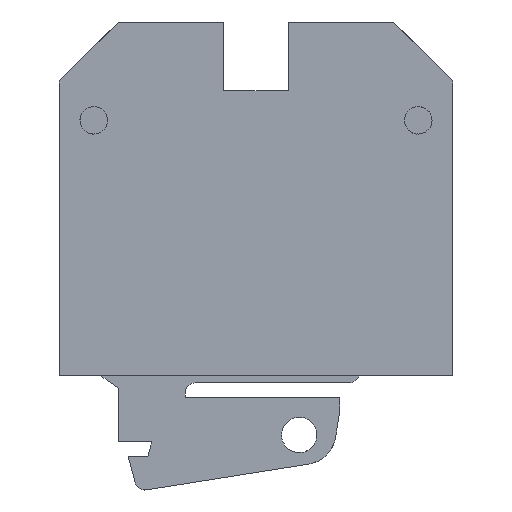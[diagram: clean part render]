
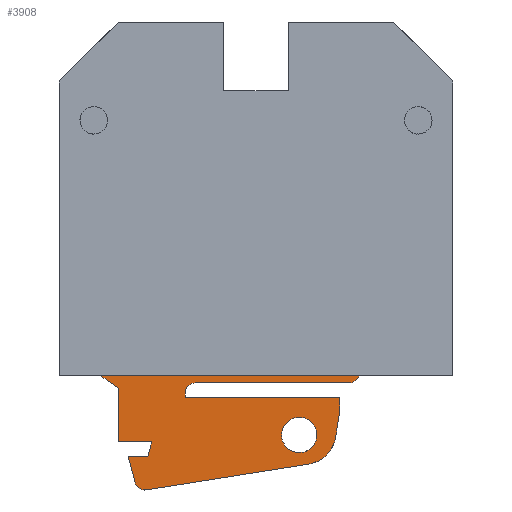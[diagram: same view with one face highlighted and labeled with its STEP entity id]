
A CAD part, left-side view. The second image highlights one B-rep face of the part: STEP entity #3908.
In plain terms, the highlighted planar face has unit normal (-1, 0, 0).
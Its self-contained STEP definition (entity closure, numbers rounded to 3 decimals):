
#1822=AXIS2_PLACEMENT_3D('Circle Axis2P3D',#1820,#1821,$) ;
#2776=AXIS2_PLACEMENT_3D('Circle Axis2P3D',#2774,#2775,$) ;
#3771=AXIS2_PLACEMENT_3D('Plane Axis2P3D',#3768,#3769,#3770) ;
#3803=AXIS2_PLACEMENT_3D('Circle Axis2P3D',#3801,#3802,$) ;
#3810=AXIS2_PLACEMENT_3D('Circle Axis2P3D',#3808,#3809,$) ;
#3824=AXIS2_PLACEMENT_3D('Circle Axis2P3D',#3822,#3823,$) ;
#1753=CARTESIAN_POINT('Vertex',(0.1,35.772,11.596)) ;
#1774=CARTESIAN_POINT('Vertex',(0.1,34.,10.355)) ;
#1777=CARTESIAN_POINT('Line Origine',(0.1,34.886,10.976)) ;
#1817=CARTESIAN_POINT('Vertex',(0.1,9.546,11.596)) ;
#1820=CARTESIAN_POINT('Axis2P3D Location',(0.1,10.5,11.896)) ;
#1824=CARTESIAN_POINT('Vertex',(0.1,10.5,10.896)) ;
#2753=CARTESIAN_POINT('Vertex',(0.1,26.2,10.896)) ;
#2756=CARTESIAN_POINT('Line Origine',(0.1,18.35,10.896)) ;
#2774=CARTESIAN_POINT('Axis2P3D Location',(0.1,26.2,9.896)) ;
#2778=CARTESIAN_POINT('Vertex',(0.1,27.2,9.896)) ;
#2799=CARTESIAN_POINT('Line Origine',(0.1,27.2,9.646)) ;
#2803=CARTESIAN_POINT('Vertex',(0.1,27.2,9.396)) ;
#2824=CARTESIAN_POINT('Line Origine',(0.1,19.35,9.396)) ;
#2828=CARTESIAN_POINT('Vertex',(0.1,11.5,9.396)) ;
#2870=CARTESIAN_POINT('Line Origine',(0.1,11.5,8.646)) ;
#2874=CARTESIAN_POINT('Vertex',(0.1,11.5,7.896)) ;
#3146=CARTESIAN_POINT('Vertex',(0.1,34.,4.896)) ;
#3149=CARTESIAN_POINT('Line Origine',(0.1,34.,7.626)) ;
#3216=CARTESIAN_POINT('Line Origine',(0.1,22.659,11.596)) ;
#3768=CARTESIAN_POINT('Axis2P3D Location',(0.1,0.,0.012)) ;
#3773=CARTESIAN_POINT('Line Origine',(0.1,32.299,4.896)) ;
#3777=CARTESIAN_POINT('Vertex',(0.1,30.598,4.896)) ;
#3780=CARTESIAN_POINT('Line Origine',(0.1,30.799,4.146)) ;
#3784=CARTESIAN_POINT('Vertex',(0.1,31.,3.396)) ;
#3787=CARTESIAN_POINT('Line Origine',(0.1,32.,3.396)) ;
#3791=CARTESIAN_POINT('Vertex',(0.1,33.,3.396)) ;
#3794=CARTESIAN_POINT('Line Origine',(0.1,32.644,2.069)) ;
#3798=CARTESIAN_POINT('Vertex',(0.1,32.289,0.741)) ;
#3801=CARTESIAN_POINT('Axis2P3D Location',(0.1,31.323,1.)) ;
#3805=CARTESIAN_POINT('Vertex',(0.1,31.323,0.)) ;
#3808=CARTESIAN_POINT('Axis2P3D Location',(0.1,31.323,1.)) ;
#3812=CARTESIAN_POINT('Vertex',(0.1,31.166,0.012)) ;
#3815=CARTESIAN_POINT('Line Origine',(0.1,22.905,1.321)) ;
#3819=CARTESIAN_POINT('Vertex',(0.1,14.643,2.629)) ;
#3822=CARTESIAN_POINT('Axis2P3D Location',(0.1,15.159,5.889)) ;
#3826=CARTESIAN_POINT('Vertex',(0.1,11.9,5.373)) ;
#3829=CARTESIAN_POINT('Line Origine',(0.1,11.7,6.634)) ;
#3855=CARTESIAN_POINT('Control Point',(0.1,15.6,3.796)) ;
#3856=CARTESIAN_POINT('Control Point',(0.1,15.403,3.796)) ;
#3857=CARTESIAN_POINT('Control Point',(0.1,15.206,3.823)) ;
#3858=CARTESIAN_POINT('Control Point',(0.1,15.013,3.877)) ;
#3859=CARTESIAN_POINT('Control Point',(0.1,14.649,4.036)) ;
#3860=CARTESIAN_POINT('Control Point',(0.1,14.34,4.288)) ;
#3861=CARTESIAN_POINT('Control Point',(0.1,14.204,4.434)) ;
#3862=CARTESIAN_POINT('Control Point',(0.1,13.976,4.76)) ;
#3863=CARTESIAN_POINT('Control Point',(0.1,13.843,5.135)) ;
#3864=CARTESIAN_POINT('Control Point',(0.1,13.803,5.331)) ;
#3865=CARTESIAN_POINT('Control Point',(0.1,13.778,5.728)) ;
#3866=CARTESIAN_POINT('Control Point',(0.1,13.86,6.118)) ;
#3867=CARTESIAN_POINT('Control Point',(0.1,13.928,6.306)) ;
#3868=CARTESIAN_POINT('Control Point',(0.1,14.113,6.658)) ;
#3869=CARTESIAN_POINT('Control Point',(0.1,14.386,6.947)) ;
#3870=CARTESIAN_POINT('Control Point',(0.1,14.542,7.073)) ;
#3871=CARTESIAN_POINT('Control Point',(0.1,14.838,7.25)) ;
#3872=CARTESIAN_POINT('Control Point',(0.1,15.167,7.352)) ;
#3873=CARTESIAN_POINT('Control Point',(0.1,15.31,7.382)) ;
#3874=CARTESIAN_POINT('Control Point',(0.1,15.455,7.396)) ;
#3875=CARTESIAN_POINT('Control Point',(0.1,15.6,7.396)) ;
#3876=CARTESIAN_POINT('Vertex',(0.1,15.6,3.796)) ;
#3878=CARTESIAN_POINT('Vertex',(0.1,15.6,7.396)) ;
#3882=CARTESIAN_POINT('Control Point',(0.1,15.6,7.396)) ;
#3883=CARTESIAN_POINT('Control Point',(0.1,15.797,7.396)) ;
#3884=CARTESIAN_POINT('Control Point',(0.1,15.994,7.369)) ;
#3885=CARTESIAN_POINT('Control Point',(0.1,16.187,7.315)) ;
#3886=CARTESIAN_POINT('Control Point',(0.1,16.551,7.156)) ;
#3887=CARTESIAN_POINT('Control Point',(0.1,16.86,6.904)) ;
#3888=CARTESIAN_POINT('Control Point',(0.1,16.996,6.758)) ;
#3889=CARTESIAN_POINT('Control Point',(0.1,17.224,6.432)) ;
#3890=CARTESIAN_POINT('Control Point',(0.1,17.357,6.057)) ;
#3891=CARTESIAN_POINT('Control Point',(0.1,17.397,5.861)) ;
#3892=CARTESIAN_POINT('Control Point',(0.1,17.422,5.464)) ;
#3893=CARTESIAN_POINT('Control Point',(0.1,17.34,5.075)) ;
#3894=CARTESIAN_POINT('Control Point',(0.1,17.272,4.887)) ;
#3895=CARTESIAN_POINT('Control Point',(0.1,17.087,4.534)) ;
#3896=CARTESIAN_POINT('Control Point',(0.1,16.814,4.245)) ;
#3897=CARTESIAN_POINT('Control Point',(0.1,16.658,4.12)) ;
#3898=CARTESIAN_POINT('Control Point',(0.1,16.362,3.943)) ;
#3899=CARTESIAN_POINT('Control Point',(0.1,16.033,3.84)) ;
#3900=CARTESIAN_POINT('Control Point',(0.1,15.89,3.811)) ;
#3901=CARTESIAN_POINT('Control Point',(0.1,15.745,3.796)) ;
#3902=CARTESIAN_POINT('Control Point',(0.1,15.6,3.796)) ;
#1778=DIRECTION('Vector Direction',(0.,0.819,0.574)) ;
#1821=DIRECTION('Axis2P3D Direction',(1.,0.,-0.)) ;
#2757=DIRECTION('Vector Direction',(0.,1.,0.)) ;
#2775=DIRECTION('Axis2P3D Direction',(1.,0.,0.)) ;
#2800=DIRECTION('Vector Direction',(0.,0.,1.)) ;
#2825=DIRECTION('Vector Direction',(0.,-1.,0.)) ;
#2871=DIRECTION('Vector Direction',(0.,0.,1.)) ;
#3150=DIRECTION('Vector Direction',(0.,0.,1.)) ;
#3217=DIRECTION('Vector Direction',(0.,-1.,0.)) ;
#3769=DIRECTION('Axis2P3D Direction',(1.,-0.,0.)) ;
#3770=DIRECTION('Axis2P3D XDirection',(0.,0.,-1.)) ;
#3774=DIRECTION('Vector Direction',(0.,1.,0.)) ;
#3781=DIRECTION('Vector Direction',(0.,-0.259,0.966)) ;
#3788=DIRECTION('Vector Direction',(0.,-1.,0.)) ;
#3795=DIRECTION('Vector Direction',(0.,0.259,0.966)) ;
#3802=DIRECTION('Axis2P3D Direction',(1.,-0.,0.)) ;
#3809=DIRECTION('Axis2P3D Direction',(1.,-0.,0.)) ;
#3816=DIRECTION('Vector Direction',(0.,0.988,-0.156)) ;
#3823=DIRECTION('Axis2P3D Direction',(1.,-0.,0.)) ;
#3830=DIRECTION('Vector Direction',(0.,0.156,-0.988)) ;
#1779=VECTOR('Line Direction',#1778,1.) ;
#2758=VECTOR('Line Direction',#2757,1.) ;
#2801=VECTOR('Line Direction',#2800,1.) ;
#2826=VECTOR('Line Direction',#2825,1.) ;
#2872=VECTOR('Line Direction',#2871,1.) ;
#3151=VECTOR('Line Direction',#3150,1.) ;
#3218=VECTOR('Line Direction',#3217,1.) ;
#3775=VECTOR('Line Direction',#3774,1.) ;
#3782=VECTOR('Line Direction',#3781,1.) ;
#3789=VECTOR('Line Direction',#3788,1.) ;
#3796=VECTOR('Line Direction',#3795,1.) ;
#3817=VECTOR('Line Direction',#3816,1.) ;
#3831=VECTOR('Line Direction',#3830,1.) ;
#3835=ORIENTED_EDGE('',*,*,#1781,.F.) ;
#3836=ORIENTED_EDGE('',*,*,#3153,.F.) ;
#3837=ORIENTED_EDGE('',*,*,#3779,.F.) ;
#3838=ORIENTED_EDGE('',*,*,#3786,.F.) ;
#3839=ORIENTED_EDGE('',*,*,#3793,.F.) ;
#3840=ORIENTED_EDGE('',*,*,#3800,.F.) ;
#3841=ORIENTED_EDGE('',*,*,#3807,.F.) ;
#3842=ORIENTED_EDGE('',*,*,#3814,.F.) ;
#3843=ORIENTED_EDGE('',*,*,#3821,.F.) ;
#3844=ORIENTED_EDGE('',*,*,#3828,.F.) ;
#3845=ORIENTED_EDGE('',*,*,#3833,.F.) ;
#3846=ORIENTED_EDGE('',*,*,#2876,.T.) ;
#3847=ORIENTED_EDGE('',*,*,#2830,.F.) ;
#3848=ORIENTED_EDGE('',*,*,#2805,.T.) ;
#3849=ORIENTED_EDGE('',*,*,#2780,.T.) ;
#3850=ORIENTED_EDGE('',*,*,#2760,.F.) ;
#3851=ORIENTED_EDGE('',*,*,#1826,.F.) ;
#3852=ORIENTED_EDGE('',*,*,#3220,.F.) ;
#3905=ORIENTED_EDGE('',*,*,#3880,.F.) ;
#3906=ORIENTED_EDGE('',*,*,#3903,.F.) ;
#3907=FACE_BOUND('',#3904,.T.) ;
#3908=ADVANCED_FACE('Koerper.2',(#3853,#3907),#3772,.F.) ;
#3854=B_SPLINE_CURVE_WITH_KNOTS('',5,(#3855,#3856,#3857,#3858,#3859,#3860,#3861,#3862,#3863,#3864,#3865,#3866,#3867,#3868,#3869,#3870,#3871,#3872,#3873,#3874,#3875),.UNSPECIFIED.,.F.,.U.,(6,3,3,3,3,3,6),(0.,1.398,2.797,4.195,5.593,6.992,8.021),.UNSPECIFIED.) ;
#3881=B_SPLINE_CURVE_WITH_KNOTS('',5,(#3882,#3883,#3884,#3885,#3886,#3887,#3888,#3889,#3890,#3891,#3892,#3893,#3894,#3895,#3896,#3897,#3898,#3899,#3900,#3901,#3902),.UNSPECIFIED.,.F.,.U.,(6,3,3,3,3,3,6),(0.,1.398,2.797,4.195,5.593,6.992,8.021),.UNSPECIFIED.) ;
#1823=CIRCLE('generated circle',#1822,1.) ;
#2777=CIRCLE('generated circle',#2776,1.) ;
#3804=CIRCLE('generated circle',#3803,1.) ;
#3811=CIRCLE('generated circle',#3810,1.) ;
#3825=CIRCLE('generated circle',#3824,3.3) ;
#1781=EDGE_CURVE('',#1775,#1754,#1780,.T.) ;
#1826=EDGE_CURVE('',#1818,#1825,#1823,.T.) ;
#2760=EDGE_CURVE('',#1825,#2754,#2759,.T.) ;
#2780=EDGE_CURVE('',#2779,#2754,#2777,.T.) ;
#2805=EDGE_CURVE('',#2804,#2779,#2802,.T.) ;
#2830=EDGE_CURVE('',#2804,#2829,#2827,.T.) ;
#2876=EDGE_CURVE('',#2875,#2829,#2873,.T.) ;
#3153=EDGE_CURVE('',#3147,#1775,#3152,.T.) ;
#3220=EDGE_CURVE('',#1754,#1818,#3219,.T.) ;
#3779=EDGE_CURVE('',#3778,#3147,#3776,.T.) ;
#3786=EDGE_CURVE('',#3785,#3778,#3783,.T.) ;
#3793=EDGE_CURVE('',#3792,#3785,#3790,.T.) ;
#3800=EDGE_CURVE('',#3799,#3792,#3797,.T.) ;
#3807=EDGE_CURVE('',#3806,#3799,#3804,.T.) ;
#3814=EDGE_CURVE('',#3813,#3806,#3811,.T.) ;
#3821=EDGE_CURVE('',#3820,#3813,#3818,.T.) ;
#3828=EDGE_CURVE('',#3827,#3820,#3825,.T.) ;
#3833=EDGE_CURVE('',#2875,#3827,#3832,.T.) ;
#3880=EDGE_CURVE('',#3877,#3879,#3854,.T.) ;
#3903=EDGE_CURVE('',#3879,#3877,#3881,.T.) ;
#3834=EDGE_LOOP('',(#3835,#3836,#3837,#3838,#3839,#3840,#3841,#3842,#3843,#3844,#3845,#3846,#3847,#3848,#3849,#3850,#3851,#3852)) ;
#3904=EDGE_LOOP('',(#3905,#3906)) ;
#3853=FACE_OUTER_BOUND('',#3834,.T.) ;
#1780=LINE('Line',#1777,#1779) ;
#2759=LINE('Line',#2756,#2758) ;
#2802=LINE('Line',#2799,#2801) ;
#2827=LINE('Line',#2824,#2826) ;
#2873=LINE('Line',#2870,#2872) ;
#3152=LINE('Line',#3149,#3151) ;
#3219=LINE('Line',#3216,#3218) ;
#3776=LINE('Line',#3773,#3775) ;
#3783=LINE('Line',#3780,#3782) ;
#3790=LINE('Line',#3787,#3789) ;
#3797=LINE('Line',#3794,#3796) ;
#3818=LINE('Line',#3815,#3817) ;
#3832=LINE('Line',#3829,#3831) ;
#3772=PLANE('',#3771) ;
#1754=VERTEX_POINT('',#1753) ;
#1775=VERTEX_POINT('',#1774) ;
#1818=VERTEX_POINT('',#1817) ;
#1825=VERTEX_POINT('',#1824) ;
#2754=VERTEX_POINT('',#2753) ;
#2779=VERTEX_POINT('',#2778) ;
#2804=VERTEX_POINT('',#2803) ;
#2829=VERTEX_POINT('',#2828) ;
#2875=VERTEX_POINT('',#2874) ;
#3147=VERTEX_POINT('',#3146) ;
#3778=VERTEX_POINT('',#3777) ;
#3785=VERTEX_POINT('',#3784) ;
#3792=VERTEX_POINT('',#3791) ;
#3799=VERTEX_POINT('',#3798) ;
#3806=VERTEX_POINT('',#3805) ;
#3813=VERTEX_POINT('',#3812) ;
#3820=VERTEX_POINT('',#3819) ;
#3827=VERTEX_POINT('',#3826) ;
#3877=VERTEX_POINT('',#3876) ;
#3879=VERTEX_POINT('',#3878) ;
